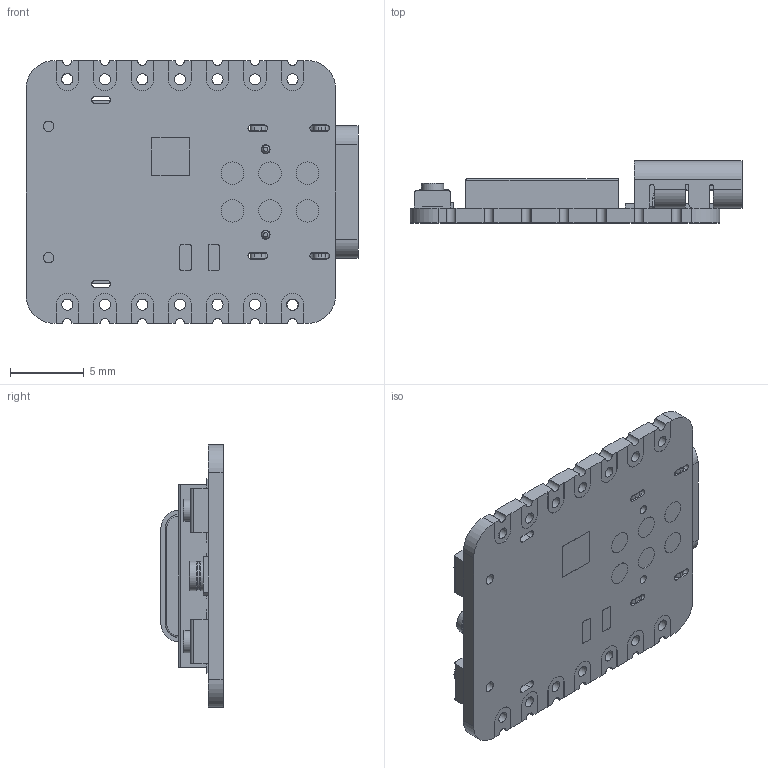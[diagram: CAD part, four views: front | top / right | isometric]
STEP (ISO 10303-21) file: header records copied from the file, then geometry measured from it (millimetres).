
FILE_DESCRIPTION(/* description */ (''),/* implementation_level */ '2;1');
FILE_NAME(/* name */ 'Seeed Studio XIAO-ESP32-C3.step',/* time_stamp */ '2023-02-14T15:07:02+01:00',/* author */ (''),/* organization */ (''),/* preprocessor_version */ 'ST-DEVELOPER v19.2',/* originating_system */ 'Autodesk Translation Framework v11.17.0.187',/* authorisation */ '');
FILE_SCHEMA (('AUTOMOTIVE_DESIGN { 1 0 10303 214 3 1 1 }'));
Length unit declared in the file: millimetre
Products named in the file (30): Seeed Studio XIAO-ESP32-C3; SM-04 RDDL C3 UART_USB_TYPE_C_PORT_SMDTYPE_ASM v1; USB_TYPE_C_PORT__SMD_TYPE__ASM; BOSS-EXTRUDE14_8_; BOSS-EXTRUDE7_4_; BOSS-EXTRUDE7_3_; BOSS-EXTRUDE14_4_; BOSS-EXTRUDE14_2_; BOSS-EXTRUDE14_11_; BOSS-EXTRUDE7_7_; BOSS-EXTRUDE14_9_; BOSS-EXTRUDE14_3_; BOSS-EXTRUDE14_7_; MIRROR2; BOSS-EXTRUDE14_5_; BOSS-EXTRUDE14_12_; BOSS-EXTRUDE7_8_; BOSS-EXTRUDE7_1_; BOSS-EXTRUDE14_10_; BOSS-EXTRUDE7_9_; BOSS-EXTRUDE14_6_; CHAMFER9; BOSS-EXTRUDE14_1_; BOSS-EXTRUDE7_6_; BOSS-EXTRUDE7_2_; CUT-EXTRUDE5; BOSS-EXTRUDE7_5_; U.FL Connector v1; SoC; Button (1)
Assembly tree (30 placements, depth 4):
  Seeed Studio XIAO-ESP32-C3
    SM-04 RDDL C3 UART_USB_TYPE_C_PORT_SMDTYPE_ASM v1
      USB_TYPE_C_PORT__SMD_TYPE__ASM
        BOSS-EXTRUDE14_8_
        BOSS-EXTRUDE7_4_
        BOSS-EXTRUDE7_3_
        BOSS-EXTRUDE14_4_
        BOSS-EXTRUDE14_2_
        BOSS-EXTRUDE14_11_
        BOSS-EXTRUDE7_7_
        BOSS-EXTRUDE14_9_
        BOSS-EXTRUDE14_3_
        BOSS-EXTRUDE14_7_
        MIRROR2
        BOSS-EXTRUDE14_5_
        BOSS-EXTRUDE14_12_
        BOSS-EXTRUDE7_8_
        BOSS-EXTRUDE7_1_
        BOSS-EXTRUDE14_10_
        BOSS-EXTRUDE7_9_
        BOSS-EXTRUDE14_6_
        CHAMFER9
        BOSS-EXTRUDE14_1_
        BOSS-EXTRUDE7_6_
        BOSS-EXTRUDE7_2_
        CUT-EXTRUDE5
        BOSS-EXTRUDE7_5_
    U.FL Connector v1
    Button (1)  x2
    SoC
Bounding box: 22.46 x 4.21 x 17.78 mm (x, y, z)
Volume: 751.4 mm3; surface area: 1864.2 mm2
Topology: 31 solids, 31 shells, 844 faces, 2174 edges, 1409 vertices
Faces by surface type: plane 608, cylinder 204, torus 14, cone 9, sphere 7, bspline 2
Full cylindrical faces by diameter (mm): 0.5 x3, 0.6 x2, 0.7 x2, 0.75 x14, 1.5 x2, 1.524 x6, 1.65 x1, 1.9 x1, 2 x2
Entity records: 26519 total; most frequent: CARTESIAN_POINT 4687, DIRECTION 4317, ORIENTED_EDGE 4246, EDGE_CURVE 2123, LINE 1687, VECTOR 1687, VERTEX_POINT 1377, AXIS2_PLACEMENT_3D 1315
